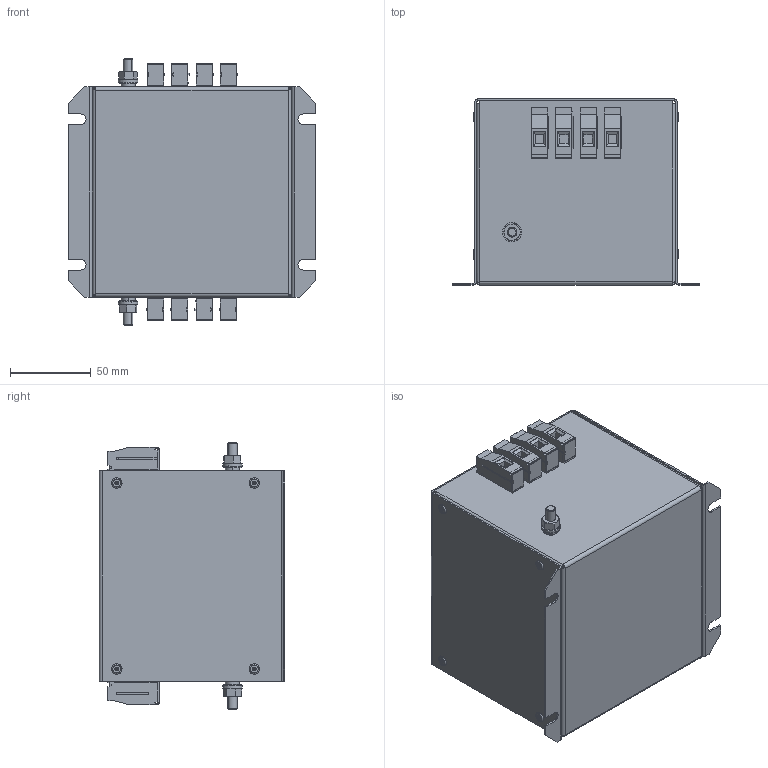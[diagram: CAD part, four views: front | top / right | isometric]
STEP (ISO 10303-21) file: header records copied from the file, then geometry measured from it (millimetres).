
FILE_DESCRIPTION (( 'STEP AP214' ), '1' );
FILE_NAME ('EFC_KFLLD4_4025_L130W125H115.STEP', '2018-10-29T20:29:50', ( '' ), ( '' ), 'SwSTEP 2.0', 'SolidWorks 2014', '' );
FILE_SCHEMA (( 'AUTOMOTIVE_DESIGN' ));
Length unit declared in the file: millimetre
Products named in the file (15): Case 130x115x125; 2; KLE0130_MPT1010; plain washer grade a_din_Washer DIN 125 - A 6.4; toothed lock washer 1_din_DIN 6797-A6.4; KLM0066; GEH0665; hex screw gradeab_din_DIN EN 24017 - M6 x 20-N; hex nut style 1 gradeab_din_Hexagon Nut ISO 4032 - M6 - D - N; Press nut M6; Press nut M6_2; GEH0666; 1; EFC_KFLLD4_4025_L130W125H115; Earth connector M6 TH
Assembly tree (30 placements, depth 3):
  EFC_KFLLD4_4025_L130W125H115
    KLM0066  x8
    Earth connector M6 TH  x2
      hex screw gradeab_din_DIN EN 24017 - M6 x 20-N
      hex nut style 1 gradeab_din_Hexagon Nut ISO 4032 - M6 - D - N
      plain washer grade a_din_Washer DIN 125 - A 6.4
      toothed lock washer 1_din_DIN 6797-A6.4
    KLE0130_MPT1010  x8
      1
      2
    GEH0665
      Press nut M6
      Press nut M6_2
      Case 130x115x125
    GEH0666
Bounding box: 153 x 115 x 164.8 mm (x, y, z)
Volume: 103404.5 mm3; surface area: 236198.3 mm2
Topology: 30 solids, 46 shells, 3709 faces, 9736 edges, 6288 vertices
Faces by surface type: plane 2286, cylinder 1199, cone 132, bspline 92
Entity records: 43398 total; most frequent: CARTESIAN_POINT 8588, ORIENTED_EDGE 5172, DIRECTION 4903, EDGE_CURVE 2587, AXIS2_PLACEMENT_3D 1780, VERTEX_POINT 1675, LINE 1343, VECTOR 1343
